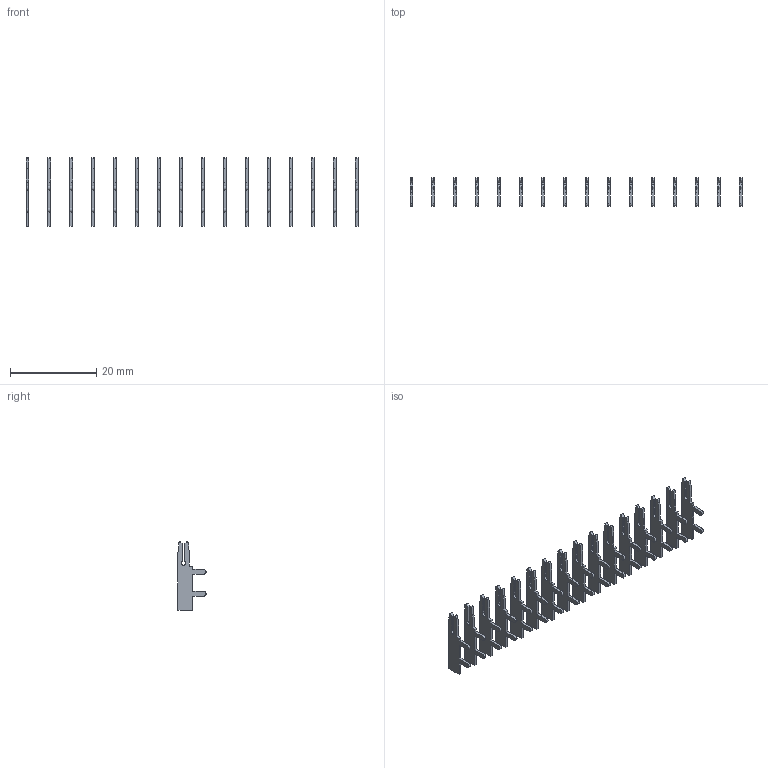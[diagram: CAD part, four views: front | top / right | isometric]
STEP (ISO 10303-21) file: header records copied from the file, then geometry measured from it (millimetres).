
FILE_DESCRIPTION (( 'STEP AP203' ), '1' );
FILE_NAME ('105-016-202-200.STEP', '2020-04-07T22:44:35', ( '' ), ( '' ), 'SwSTEP 2.0', 'SolidWorks 2016', '' );
FILE_SCHEMA (( 'CONFIG_CONTROL_DESIGN' ));
Length unit declared in the file: inch
Products named in the file (2): 100-290-001_100-290-202; 105-016-202-200
Assembly tree (16 placements, depth 2):
  105-016-202-200
    100-290-001_100-290-202  x16
Bounding box: 76.8 x 6.53 x 15.88 mm (x, y, z)
Volume: 508.4 mm3; surface area: 2260.8 mm2
Topology: 16 solids, 16 shells, 480 faces, 1344 edges, 896 vertices
Faces by surface type: plane 368, cylinder 112
Entity records: 1642 total; most frequent: CARTESIAN_POINT 201, DIRECTION 192, ORIENTED_EDGE 168, EDGE_CURVE 84, VECTOR 66, LINE 66, AXIS2_PLACEMENT_3D 63, VERTEX_POINT 56
